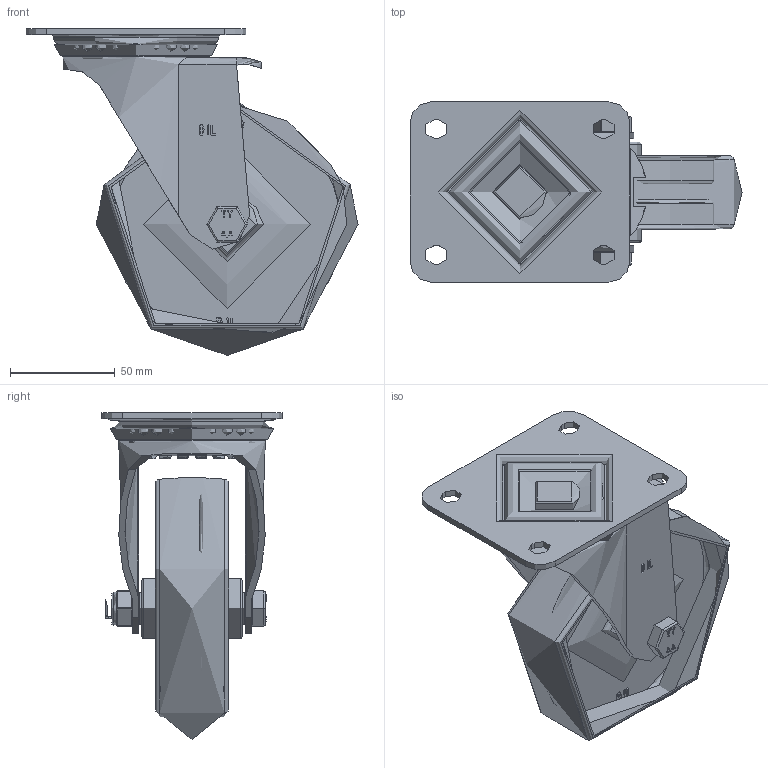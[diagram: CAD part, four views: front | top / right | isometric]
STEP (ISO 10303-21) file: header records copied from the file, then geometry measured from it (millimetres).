
FILE_DESCRIPTION(/* description */ (''),/* implementation_level */ '2;1');
FILE_NAME(/* name */ 'BZEH125NY.step',/* time_stamp */ '2025-06-30T09:16:05+01:00',/* author */ (''),/* organization */ (''),/* preprocessor_version */ 'ST-DEVELOPER v20.1',/* originating_system */ 'Autodesk Translation Framework v14.10.0.0',/* authorisation */ '');
FILE_SCHEMA (('AUTOMOTIVE_DESIGN { 1 0 10303 214 3 1 1 }'));
Length unit declared in the file: millimetre
Products named in the file (18): BZEH125NY; BZEH125AS - 2 v1; ZINC PLATED, PRESSED STEEL TOP PLATE; ZINC PLATED, PRESSED STEEL TOP PLATE Geometry; Pattern; Component2; BEARING SEAL; ZINC PLATED, PRESSED STEEL FORKS; BZH125WNY61 v1; WHITE NYLON WHEEL; TUBEM15X50 v1; ZINC PLATED AXLE TUBE; HEXBOLTM10X70Z8.8 v2; GRADE 8.8 THREADED ZINC PLATED BOLT; NYLOCM10Z v1; NYLOC NUT; RUBBER; NUT
Assembly tree (36 placements, depth 5):
  BZEH125NY
    BZEH125AS - 2 v1
      ZINC PLATED, PRESSED STEEL TOP PLATE
        ZINC PLATED, PRESSED STEEL TOP PLATE Geometry
        Pattern
          Component2  x20
      BEARING SEAL
      ZINC PLATED, PRESSED STEEL FORKS
    BZH125WNY61 v1
      WHITE NYLON WHEEL
    TUBEM15X50 v1
      ZINC PLATED AXLE TUBE
    HEXBOLTM10X70Z8.8 v2
      GRADE 8.8 THREADED ZINC PLATED BOLT
    NYLOCM10Z v1
      NYLOC NUT
        RUBBER
        NUT
Bounding box: 158.5 x 86 x 156 mm (x, y, z)
Volume: 288218.5 mm3; surface area: 121823.6 mm2
Topology: 28 solids, 28 shells, 631 faces, 1601 edges, 1029 vertices
Faces by surface type: plane 322, cylinder 119, bspline 106, torus 44, sphere 32, cone 8
Full cylindrical faces by diameter (mm): 8.141 x18, 9.85 x19, 10 x3, 10.25 x2, 10.5 x1, 12 x2, 15 x1, 15.1 x1, 16 x2, 21 x1, 25 x2, 29 x2, 34 x1, 44.584 x1, 54 x1, 64 x1, 70 x1, 112 x2
Entity records: 25697 total; most frequent: CARTESIAN_POINT 11042, ORIENTED_EDGE 3084, DIRECTION 2687, EDGE_CURVE 1542, VERTEX_POINT 991, AXIS2_PLACEMENT_3D 933, LINE 821, VECTOR 821
